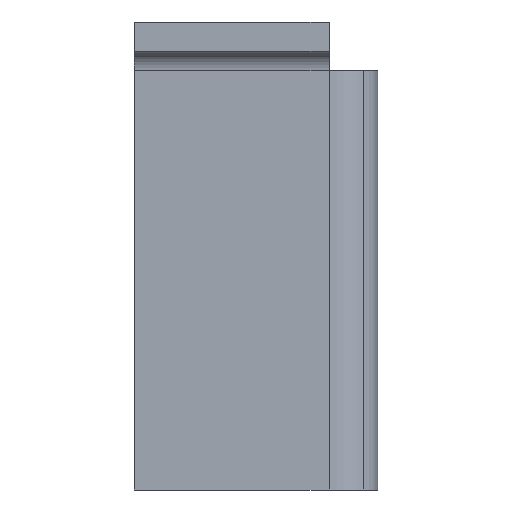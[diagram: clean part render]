
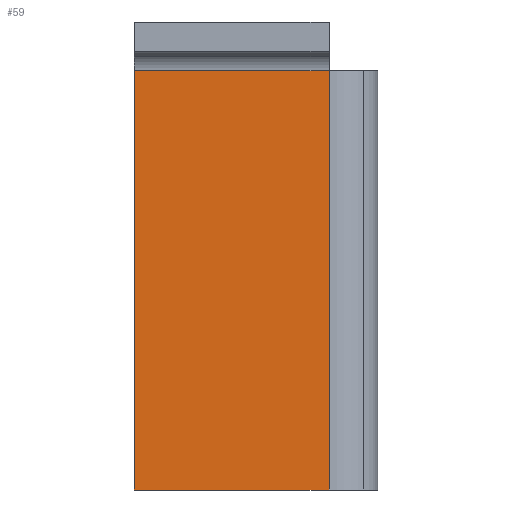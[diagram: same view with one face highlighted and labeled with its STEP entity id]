
A CAD part, front view. The second image highlights one B-rep face of the part: STEP entity #59.
In plain terms, the highlighted planar face has unit normal (0, -1, 0).
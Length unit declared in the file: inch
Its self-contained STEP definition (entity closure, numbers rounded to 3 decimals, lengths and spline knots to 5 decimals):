
#59=ADVANCED_FACE('',(#136),#137,.T.);
#136=FACE_OUTER_BOUND('',#236,.T.);
#137=PLANE('',#237);
#236=EDGE_LOOP('',(#345,#346,#347,#348));
#237=AXIS2_PLACEMENT_3D('',#349,#350,#351);
#345=ORIENTED_EDGE('',*,*,#597,.T.);
#346=ORIENTED_EDGE('',*,*,#598,.F.);
#347=ORIENTED_EDGE('',*,*,#599,.F.);
#348=ORIENTED_EDGE('',*,*,#600,.T.);
#349=CARTESIAN_POINT('',(0.7874,0.,0.));
#350=DIRECTION('',(0.,-1.0,0.0));
#351=DIRECTION('',(-1.0,0.,0.));
#597=EDGE_CURVE('',#712,#713,#714,.T.);
#598=EDGE_CURVE('',#715,#713,#716,.T.);
#599=EDGE_CURVE('',#717,#715,#718,.T.);
#600=EDGE_CURVE('',#717,#712,#719,.T.);
#712=VERTEX_POINT('',#873);
#713=VERTEX_POINT('',#874);
#714=LINE('',#875,#876);
#715=VERTEX_POINT('',#877);
#716=LINE('',#878,#879);
#717=VERTEX_POINT('',#880);
#718=LINE('',#881,#882);
#719=LINE('',#883,#884);
#873=CARTESIAN_POINT('',(0.,0.0,-1.813));
#874=CARTESIAN_POINT('',(1.5748,0.0,-1.813));
#875=CARTESIAN_POINT('',(0.27806,0.0,-1.813));
#876=VECTOR('',#1044,0.03937);
#877=CARTESIAN_POINT('',(1.5748,0.0,1.5748));
#878=CARTESIAN_POINT('',(1.5748,0.0,0.));
#879=VECTOR('',#1045,0.03937);
#880=CARTESIAN_POINT('',(0.,0.0,1.5748));
#881=CARTESIAN_POINT('',(1.77165,0.0,1.5748));
#882=VECTOR('',#1046,0.03937);
#883=CARTESIAN_POINT('',(0.,0.0,0.));
#884=VECTOR('',#1047,0.03937);
#1044=DIRECTION('',(1.0,0.,0.));
#1045=DIRECTION('',(0.,0.,-1.0));
#1046=DIRECTION('',(1.0,0.,0.));
#1047=DIRECTION('',(0.0,0.0,-1.0));
